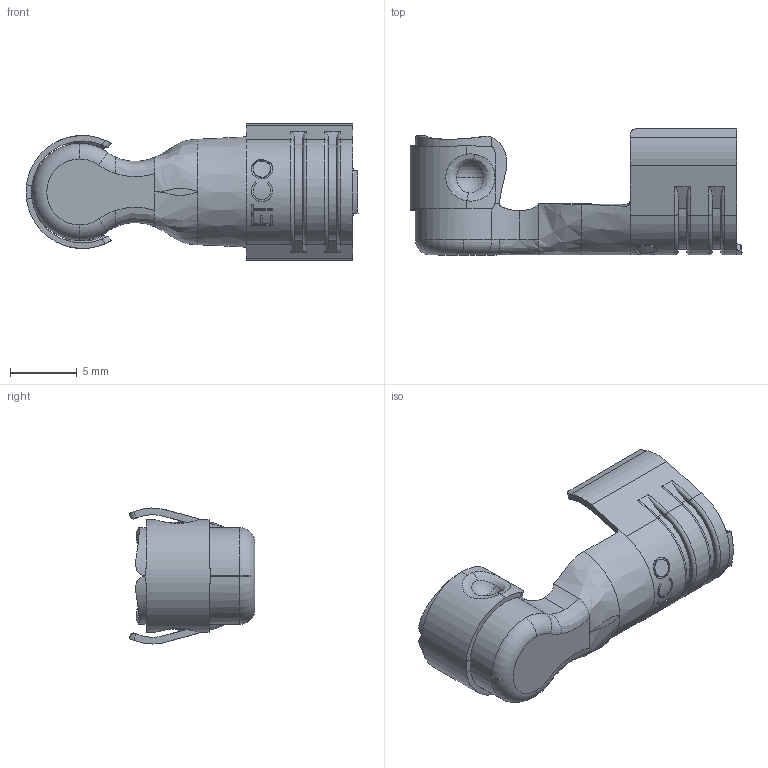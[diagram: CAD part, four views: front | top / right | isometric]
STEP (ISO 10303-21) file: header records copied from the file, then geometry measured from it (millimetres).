
FILE_DESCRIPTION (( 'STEP AP203' ), '1' );
FILE_NAME ('SP981.STEP', '2019-11-05T15:24:46', ( 'tempuser' ), ( 'Microsoft' ), 'SwSTEP 2.0', 'SolidWorks 2019', '' );
FILE_SCHEMA (( 'CONFIG_CONTROL_DESIGN' ));
Length unit declared in the file: inch
Products named in the file (3): SCA4 expanded for mating_SCA-TR expanded for SP981 and SP823; SP981; SP823 and SP981_SP981 without carrier
Assembly tree (2 placements, depth 2):
  SP981
    SP823 and SP981_SP981 without carrier
    SCA4 expanded for mating_SCA-TR expanded for SP981 and SP823
Bounding box: 24.79 x 9.4 x 10.16 mm (x, y, z)
Volume: 265 mm3; surface area: 1164.9 mm2
Topology: 2 solids, 2 shells, 304 faces, 864 edges, 551 vertices
Faces by surface type: bspline 135, plane 72, cylinder 69, torus 18, sphere 8, cone 2
Entity records: 15972 total; most frequent: CARTESIAN_POINT 8908, ORIENTED_EDGE 1696, DIRECTION 1036, EDGE_CURVE 848, VERTEX_POINT 551, AXIS2_PLACEMENT_3D 400, B_SPLINE_CURVE_WITH_KNOTS 376, EDGE_LOOP 311
